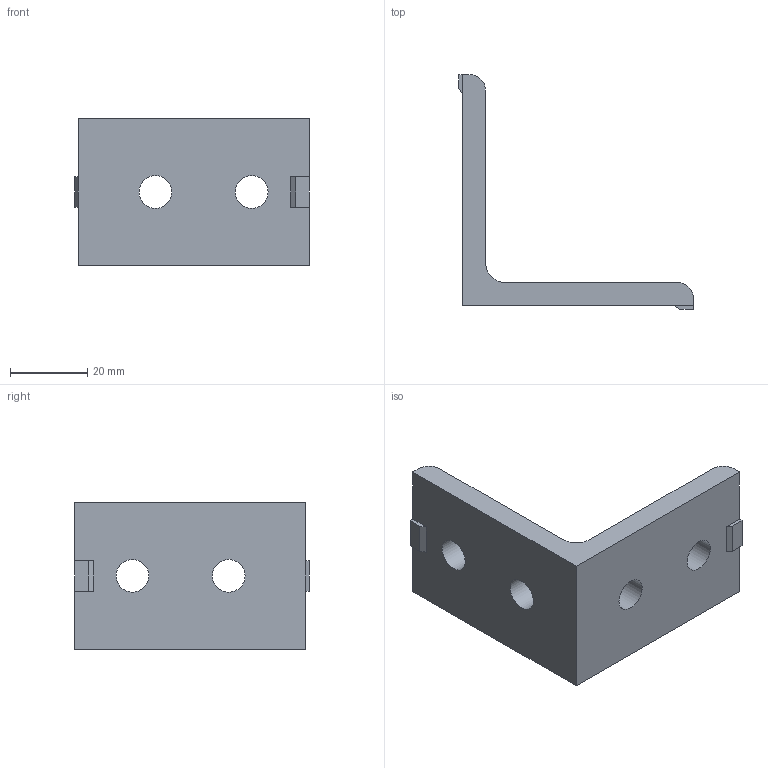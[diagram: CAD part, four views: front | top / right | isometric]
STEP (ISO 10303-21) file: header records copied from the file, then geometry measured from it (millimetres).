
FILE_DESCRIPTION(('STEP AP203'),'2;1');
FILE_NAME('30.013.00.stp','2011-03-21T16:13:56',(''),(''),'2009.3.110','THINKDESIGN','');
FILE_SCHEMA(('CONFIG_CONTROL_DESIGN'));
Length unit declared in the file: millimetre
Bounding box: 61 x 60.92 x 38 mm (x, y, z)
Volume: 24649.2 mm3; surface area: 10494.9 mm2
Topology: 1 solids, 1 shells, 23 faces, 71 edges, 50 vertices
Faces by surface type: plane 16, cylinder 7
Full cylindrical faces by diameter (mm): 8.5 x4
Entity records: 920 total; most frequent: CARTESIAN_POINT 144, ORIENTED_EDGE 142, DIRECTION 139, EDGE_CURVE 71, VERTEX_POINT 50, VECTOR 49, LINE 49, AXIS2_PLACEMENT_3D 45
